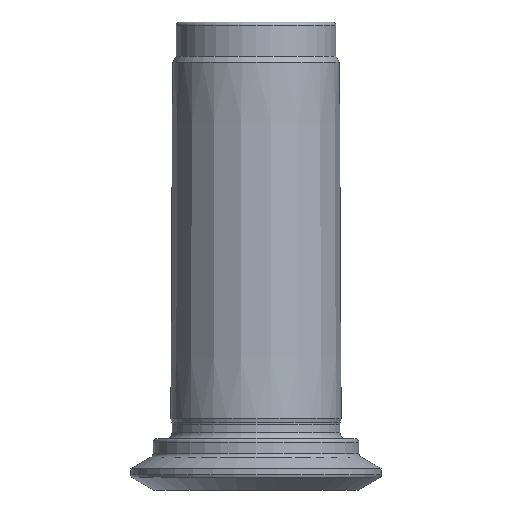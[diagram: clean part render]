
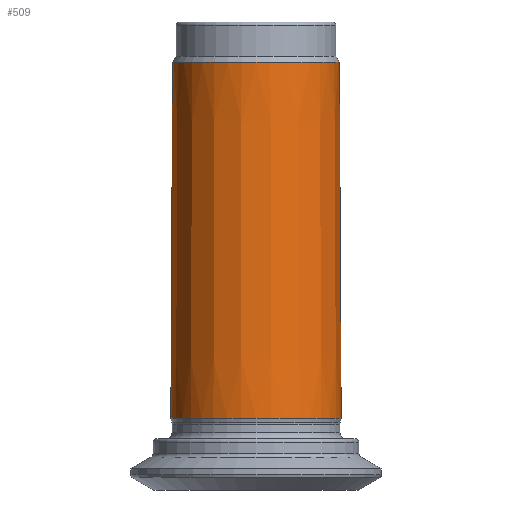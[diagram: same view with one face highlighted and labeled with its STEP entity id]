
A CAD part, front view. The second image highlights one B-rep face of the part: STEP entity #509.
In plain terms, the highlighted conical face has half-angle 0.286 degrees and reference radius 7.461 mm.
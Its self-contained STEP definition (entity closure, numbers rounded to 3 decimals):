
#41=CONICAL_SURFACE('',#699,7.461,0.005);
#110=ORIENTED_EDGE('',*,*,#162,.F.);
#111=ORIENTED_EDGE('',*,*,#163,.T.);
#162=EDGE_CURVE('',#212,#212,#259,.T.);
#163=EDGE_CURVE('',#213,#213,#260,.T.);
#212=VERTEX_POINT('',#928);
#213=VERTEX_POINT('',#931);
#259=CIRCLE('',#653,7.305);
#260=CIRCLE('',#655,7.461);
#354=EDGE_LOOP('',(#110));
#355=EDGE_LOOP('',(#111));
#441=FACE_BOUND('',#354,.T.);
#442=FACE_BOUND('',#355,.T.);
#509=ADVANCED_FACE('',(#441,#442),#41,.T.);
#653=AXIS2_PLACEMENT_3D('',#927,#751,#752);
#655=AXIS2_PLACEMENT_3D('',#930,#755,#756);
#699=AXIS2_PLACEMENT_3D('',#996,#843,#844);
#751=DIRECTION('',(0.,0.,1.));
#752=DIRECTION('',(1.,0.,0.));
#755=DIRECTION('',(0.,0.,1.));
#756=DIRECTION('',(1.,0.,0.));
#843=DIRECTION('',(0.,0.,-1.));
#844=DIRECTION('',(-1.,0.,0.));
#927=CARTESIAN_POINT('',(0.,0.,37.472));
#928=CARTESIAN_POINT('',(7.305,0.,37.472));
#930=CARTESIAN_POINT('',(0.,0.,6.269));
#931=CARTESIAN_POINT('',(7.461,0.,6.269));
#996=CARTESIAN_POINT('',(0.,0.,6.269));
